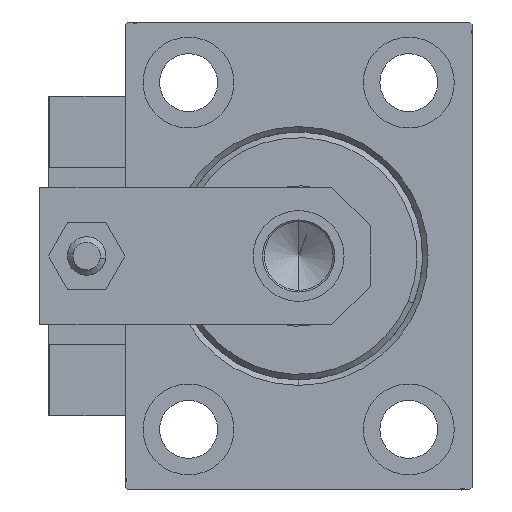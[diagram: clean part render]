
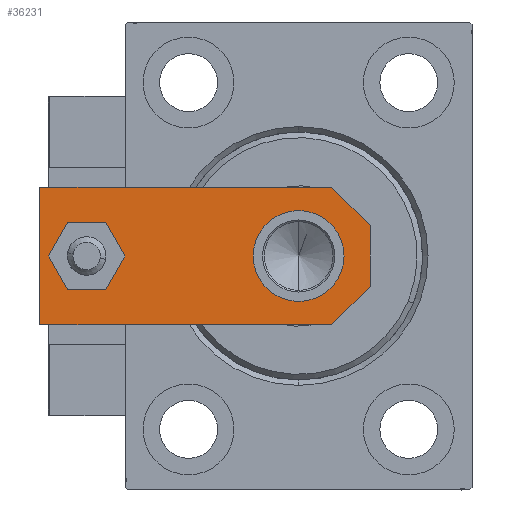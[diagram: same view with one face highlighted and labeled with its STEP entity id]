
A CAD part, left-side view. The second image highlights one B-rep face of the part: STEP entity #36231.
In plain terms, the highlighted face is planar.
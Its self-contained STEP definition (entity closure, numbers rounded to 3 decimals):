
#969 = VERTEX_POINT ( 'NONE', #30518 ) ;
#1059 = DIRECTION ( 'NONE',  ( 0., 0., 1. ) ) ;
#1356 = CIRCLE ( 'NONE', #34109, 8.25 ) ;
#1452 = EDGE_CURVE ( 'NONE', #40704, #22407, #1356, .T. ) ;
#2249 = CARTESIAN_POINT ( 'NONE',  ( 12.5, 60., 6. ) ) ;
#2670 = VECTOR ( 'NONE', #49615, 1000. ) ;
#2904 = CARTESIAN_POINT ( 'NONE',  ( 0., 51.5, 6. ) ) ;
#3389 = CARTESIAN_POINT ( 'NONE',  ( 0., 13., 6. ) ) ;
#4357 = DIRECTION ( 'NONE',  ( 1., 0., 0. ) ) ;
#5092 = CARTESIAN_POINT ( 'NONE',  ( 4., 51.5, 6. ) ) ;
#5153 = FACE_BOUND ( 'NONE', #32229, .T. ) ;
#5232 = ORIENTED_EDGE ( 'NONE', *, *, #21863, .T. ) ;
#6240 = CARTESIAN_POINT ( 'NONE',  ( -5.5, 0., 6. ) ) ;
#7009 = VERTEX_POINT ( 'NONE', #48374 ) ;
#7220 = EDGE_LOOP ( 'NONE', ( #42203, #33728 ) ) ;
#7378 = VECTOR ( 'NONE', #28805, 1000. ) ;
#8557 = DIRECTION ( 'NONE',  ( 0.707, 0.707, 0. ) ) ;
#9116 = CARTESIAN_POINT ( 'NONE',  ( -4., 51.5, 6. ) ) ;
#10861 = EDGE_CURVE ( 'NONE', #16875, #969, #47290, .T. ) ;
#10984 = ORIENTED_EDGE ( 'NONE', *, *, #25381, .T. ) ;
#11132 = EDGE_CURVE ( 'NONE', #22407, #40704, #33325, .T. ) ;
#11800 = LINE ( 'NONE', #23866, #38583 ) ;
#13170 = CARTESIAN_POINT ( 'NONE',  ( 12.5, 0., 6. ) ) ;
#15985 = VECTOR ( 'NONE', #28930, 1000. ) ;
#16746 = CIRCLE ( 'NONE', #45413, 4. ) ;
#16875 = VERTEX_POINT ( 'NONE', #43371 ) ;
#16989 = EDGE_CURVE ( 'NONE', #19672, #31414, #20803, .T. ) ;
#17012 = LINE ( 'NONE', #13170, #7378 ) ;
#17813 = CARTESIAN_POINT ( 'NONE',  ( -2.75, -2.75, 6. ) ) ;
#17838 = VERTEX_POINT ( 'NONE', #5092 ) ;
#18550 = DIRECTION ( 'NONE',  ( 0., 0., 1. ) ) ;
#18572 = AXIS2_PLACEMENT_3D ( 'NONE', #3389, #42359, #34661 ) ;
#18884 = DIRECTION ( 'NONE',  ( 1., 0., 0. ) ) ;
#19672 = VERTEX_POINT ( 'NONE', #21838 ) ;
#20803 = LINE ( 'NONE', #2249, #29441 ) ;
#20804 = FACE_BOUND ( 'NONE', #7220, .T. ) ;
#20995 = CARTESIAN_POINT ( 'NONE',  ( -12.5, 60., 6. ) ) ;
#21248 = LINE ( 'NONE', #20995, #15985 ) ;
#21314 = PLANE ( 'NONE',  #22366 ) ;
#21672 = ORIENTED_EDGE ( 'NONE', *, *, #16989, .T. ) ;
#21838 = CARTESIAN_POINT ( 'NONE',  ( 12.5, 60., 6. ) ) ;
#21863 = EDGE_CURVE ( 'NONE', #969, #19672, #17012, .T. ) ;
#22173 = LINE ( 'NONE', #17813, #2670 ) ;
#22366 = AXIS2_PLACEMENT_3D ( 'NONE', #48496, #1059, #36415 ) ;
#22407 = VERTEX_POINT ( 'NONE', #37309 ) ;
#23866 = CARTESIAN_POINT ( 'NONE',  ( -12.5, 0., 6. ) ) ;
#23980 = CARTESIAN_POINT ( 'NONE',  ( -12.5, 60., 6. ) ) ;
#24149 = VERTEX_POINT ( 'NONE', #6240 ) ;
#25073 = ORIENTED_EDGE ( 'NONE', *, *, #28134, .T. ) ;
#25381 = EDGE_CURVE ( 'NONE', #24149, #16875, #11800, .T. ) ;
#25834 = DIRECTION ( 'NONE',  ( 0., 0., 1. ) ) ;
#26409 = AXIS2_PLACEMENT_3D ( 'NONE', #30420, #25834, #18884 ) ;
#27195 = VERTEX_POINT ( 'NONE', #9116 ) ;
#27894 = EDGE_CURVE ( 'NONE', #17838, #27195, #37028, .T. ) ;
#28134 = EDGE_CURVE ( 'NONE', #7009, #24149, #22173, .T. ) ;
#28805 = DIRECTION ( 'NONE',  ( 0., 1., 0. ) ) ;
#28930 = DIRECTION ( 'NONE',  ( 0., -1., 0. ) ) ;
#29394 = CARTESIAN_POINT ( 'NONE',  ( 0., 13., 6. ) ) ;
#29441 = VECTOR ( 'NONE', #49696, 1000. ) ;
#30420 = CARTESIAN_POINT ( 'NONE',  ( 0., 51.5, 6. ) ) ;
#30518 = CARTESIAN_POINT ( 'NONE',  ( 12.5, 7., 6. ) ) ;
#31106 = EDGE_LOOP ( 'NONE', ( #47029, #25073, #10984, #39922, #5232, #21672 ) ) ;
#31414 = VERTEX_POINT ( 'NONE', #23980 ) ;
#32229 = EDGE_LOOP ( 'NONE', ( #34268, #43949 ) ) ;
#33325 = CIRCLE ( 'NONE', #18572, 8.25 ) ;
#33728 = ORIENTED_EDGE ( 'NONE', *, *, #11132, .F. ) ;
#34109 = AXIS2_PLACEMENT_3D ( 'NONE', #29394, #40931, #36565 ) ;
#34268 = ORIENTED_EDGE ( 'NONE', *, *, #41524, .F. ) ;
#34661 = DIRECTION ( 'NONE',  ( 1., 0., 0. ) ) ;
#35721 = CARTESIAN_POINT ( 'NONE',  ( 2.75, -2.75, 6. ) ) ;
#36231 = ADVANCED_FACE ( 'NONE', ( #5153, #40527, #20804 ), #21314, .T. ) ;
#36415 = DIRECTION ( 'NONE',  ( 1., 0., 0. ) ) ;
#36565 = DIRECTION ( 'NONE',  ( 1., 0., 0. ) ) ;
#37028 = CIRCLE ( 'NONE', #26409, 4. ) ;
#37309 = CARTESIAN_POINT ( 'NONE',  ( 8.25, 13., 6. ) ) ;
#38583 = VECTOR ( 'NONE', #4357, 1000. ) ;
#39922 = ORIENTED_EDGE ( 'NONE', *, *, #10861, .T. ) ;
#40527 = FACE_OUTER_BOUND ( 'NONE', #31106, .T. ) ;
#40704 = VERTEX_POINT ( 'NONE', #45722 ) ;
#40931 = DIRECTION ( 'NONE',  ( 0., 0., 1. ) ) ;
#41524 = EDGE_CURVE ( 'NONE', #27195, #17838, #16746, .T. ) ;
#42203 = ORIENTED_EDGE ( 'NONE', *, *, #1452, .F. ) ;
#42359 = DIRECTION ( 'NONE',  ( 0., 0., 1. ) ) ;
#42904 = DIRECTION ( 'NONE',  ( 1., 0., 0. ) ) ;
#43371 = CARTESIAN_POINT ( 'NONE',  ( 5.5, 0., 6. ) ) ;
#43949 = ORIENTED_EDGE ( 'NONE', *, *, #27894, .F. ) ;
#44997 = EDGE_CURVE ( 'NONE', #31414, #7009, #21248, .T. ) ;
#45413 = AXIS2_PLACEMENT_3D ( 'NONE', #2904, #18550, #42904 ) ;
#45583 = VECTOR ( 'NONE', #8557, 1000. ) ;
#45722 = CARTESIAN_POINT ( 'NONE',  ( -8.25, 13., 6. ) ) ;
#47029 = ORIENTED_EDGE ( 'NONE', *, *, #44997, .T. ) ;
#47290 = LINE ( 'NONE', #35721, #45583 ) ;
#48374 = CARTESIAN_POINT ( 'NONE',  ( -12.5, 7., 6. ) ) ;
#48496 = CARTESIAN_POINT ( 'NONE',  ( 0., 0., 6. ) ) ;
#49615 = DIRECTION ( 'NONE',  ( 0.707, -0.707, 0. ) ) ;
#49696 = DIRECTION ( 'NONE',  ( -1., 0., 0. ) ) ;
